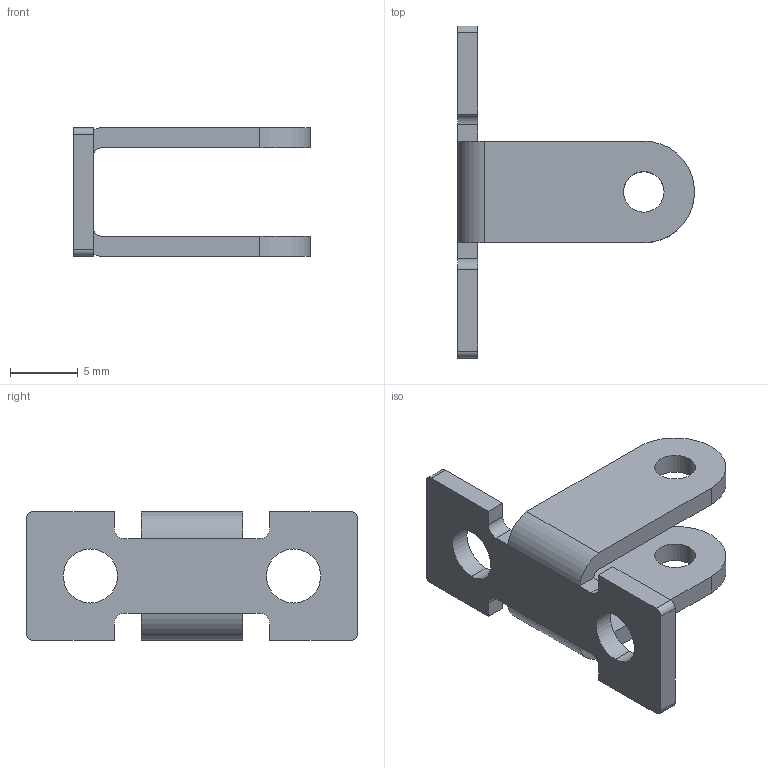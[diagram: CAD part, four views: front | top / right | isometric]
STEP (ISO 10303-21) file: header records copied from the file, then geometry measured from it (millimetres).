
FILE_DESCRIPTION (( 'STEP AP214' ), '1' );
FILE_NAME ('BRK-ST5-A.STEP', '2025-12-23T20:40:08', ( '' ), ( '' ), 'SwSTEP 2.0', 'SolidWorks 2018', '' );
FILE_SCHEMA (( 'AUTOMOTIVE_DESIGN' ));
Length unit declared in the file: millimetre
Products named in the file (1): BRK-ST5-A
Bounding box: 17.5 x 24.5 x 9.5 mm (x, y, z)
Volume: 592.1 mm3; surface area: 1063.9 mm2
Topology: 1 solids, 1 shells, 46 faces, 124 edges, 80 vertices
Faces by surface type: plane 24, cylinder 22
Entity records: 1498 total; most frequent: DIRECTION 262, CARTESIAN_POINT 251, ORIENTED_EDGE 248, EDGE_CURVE 124, AXIS2_PLACEMENT_3D 91, VECTOR 80, LINE 80, VERTEX_POINT 80
